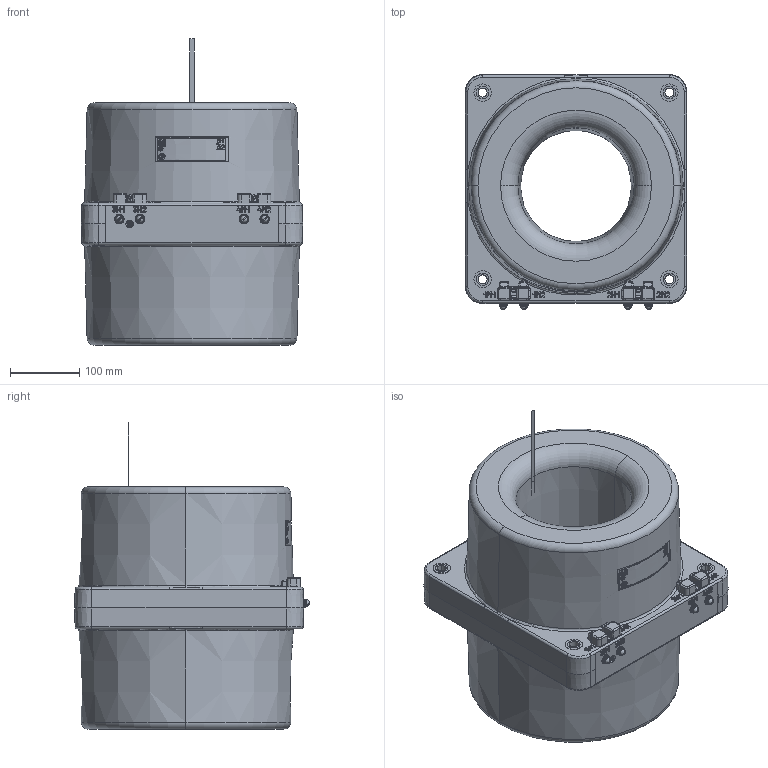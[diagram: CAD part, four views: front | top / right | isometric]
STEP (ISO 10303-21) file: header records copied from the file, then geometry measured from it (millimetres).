
FILE_DESCRIPTION (( 'STEP AP203' ), '1' );
FILE_NAME ('ﾒﾋﾘ-10-7.1-4.STEP', '2025-03-12T10:27:16', ( '' ), ( '' ), 'SwSTEP 2.0', 'SolidWorks 2010', '' );
FILE_SCHEMA (( 'CONFIG_CONTROL_DESIGN' ));
Length unit declared in the file: millimetre
Products named in the file (1): ﾒﾋﾘ-10-7.1-4
Bounding box: 320 x 339.41 x 442.5 mm (x, y, z)
Surface area: 699711.2 mm2 (no closed solid volume)
Topology: 0 solids, 36 shells, 631 faces, 2182 edges, 1535 vertices
Faces by surface type: plane 227, cylinder 143, bspline 120, cone 97, sphere 24, torus 20
Entity records: 29338 total; most frequent: CARTESIAN_POINT 12045, ORIENTED_EDGE 3434, DIRECTION 3271, EDGE_CURVE 2182, VERTEX_POINT 1535, AXIS2_PLACEMENT_3D 1202, LINE 867, VECTOR 867
